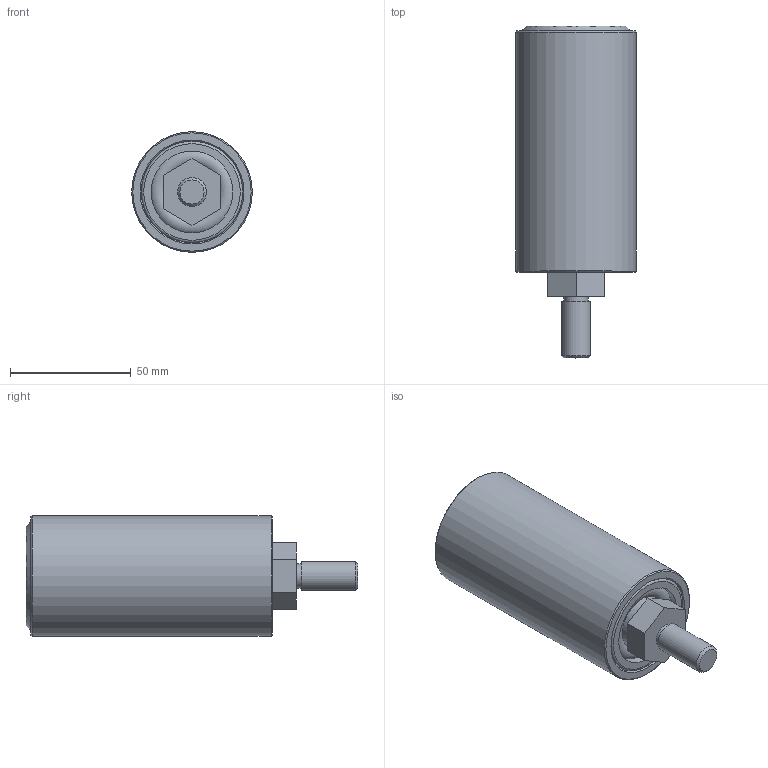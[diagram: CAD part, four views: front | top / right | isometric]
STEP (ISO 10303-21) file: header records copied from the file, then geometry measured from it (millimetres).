
FILE_DESCRIPTION (( 'STEP AP214' ), '1' );
FILE_NAME ('211008_7098.STEP', '2021-10-08T07:03:30', ( '' ), ( '' ), 'SwSTEP 2.0', 'SolidWorks 2021', '' );
FILE_SCHEMA (( 'AUTOMOTIVE_DESIGN' ));
Length unit declared in the file: millimetre
Products named in the file (1): 211008_7098
Bounding box: 50 x 137.5 x 50 mm (x, y, z)
Surface area: 24084.5 mm2 (no closed solid volume)
Topology: 0 solids, 5 shells, 25 faces, 57 edges, 38 vertices
Faces by surface type: plane 12, cylinder 6, cone 5, torus 2
Full cylindrical faces by diameter (mm): 10 x1, 12 x1, 23.1 x1, 33.9 x1, 42 x1, 50 x1
Entity records: 891 total; most frequent: DIRECTION 112, CARTESIAN_POINT 98, ORIENTED_EDGE 65, AXIS2_PLACEMENT_3D 47, EDGE_LOOP 42, EDGE_CURVE 39, VERTEX_POINT 33, FACE_OUTER_BOUND 33
